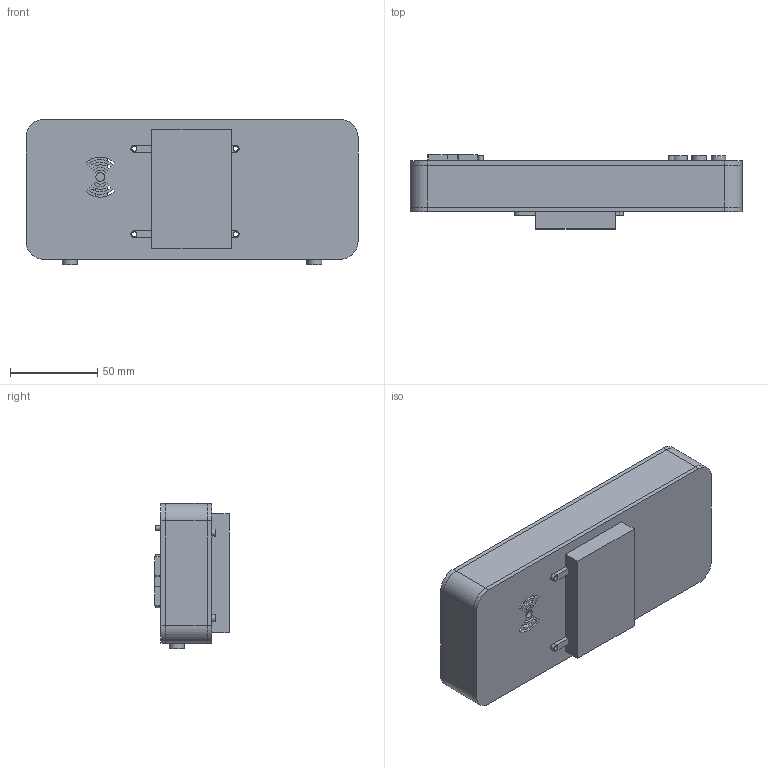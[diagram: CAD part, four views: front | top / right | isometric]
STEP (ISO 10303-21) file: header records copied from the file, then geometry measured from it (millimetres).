
FILE_DESCRIPTION(/* description */ (''),/* implementation_level */ '2;1');
FILE_NAME(/* name */ 'Handheld.step',/* time_stamp */ '2022-10-30T19:45:01-04:00',/* author */ (''),/* organization */ (''),/* preprocessor_version */ 'ST-DEVELOPER v19.2',/* originating_system */ 'Autodesk Translation Framework v11.17.0.187',/* authorisation */ '');
FILE_SCHEMA (('AUTOMOTIVE_DESIGN { 1 0 10303 214 3 1 1 }'));
Length unit declared in the file: millimetre
Products named in the file (18): Handheld; topplate; L; L supp; R supp; R; button4; start; button1; select; button3; button2; select supp; start supp; bottomplate; battpack; d-pad; sides
Assembly tree (17 placements, depth 2):
  Handheld
    topplate
    L
    L supp
    R supp
    R
    button4
    start
    button1
    select
    button3
    button2
    select supp
    start supp
    bottomplate
    battpack
    d-pad
    sides
Bounding box: 190 x 42.5 x 83.1 mm (x, y, z)
Volume: 102933 mm3; surface area: 100377.3 mm2
Topology: 20 solids, 20 shells, 443 faces, 988 edges, 654 vertices
Faces by surface type: plane 293, cylinder 150
Full cylindrical faces by diameter (mm): 2 x31, 3 x16, 3.1 x2, 3.5 x2, 3.6 x21, 4 x2, 5 x5, 5.1 x2, 6.2 x8, 8.4 x6, 9 x6, 10.6 x6
Entity records: 12975 total; most frequent: DIRECTION 2233, CARTESIAN_POINT 2110, ORIENTED_EDGE 1968, EDGE_CURVE 984, AXIS2_PLACEMENT_3D 775, LINE 683, VECTOR 683, VERTEX_POINT 652
